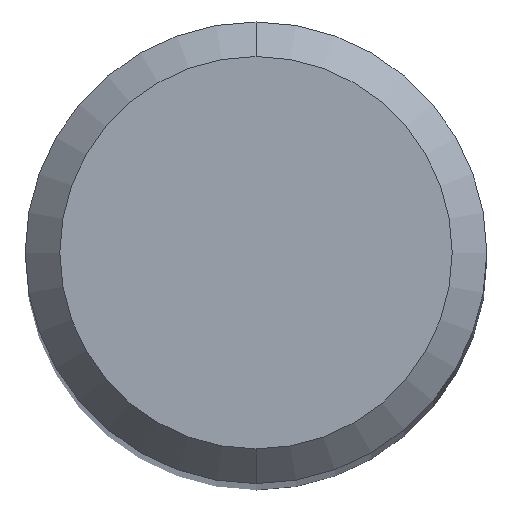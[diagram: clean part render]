
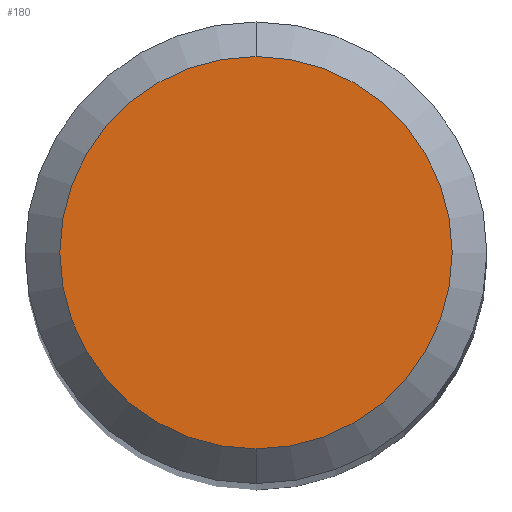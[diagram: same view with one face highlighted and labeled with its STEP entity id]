
A CAD part, top view. The second image highlights one B-rep face of the part: STEP entity #180.
In plain terms, the highlighted planar face has unit normal (0, 0, 1).
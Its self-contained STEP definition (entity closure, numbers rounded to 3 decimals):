
#100=VERTEX_POINT('',#238);
#116=EDGE_CURVE('',#100,#124,#258,.T.);
#124=VERTEX_POINT('',#266);
#136=EDGE_CURVE('',#124,#100,#280,.T.);
#180=ADVANCED_FACE('',(#331),#332,.T.);
#238=CARTESIAN_POINT('',(0.0,1.7,0.0));
#258=CIRCLE('',#411,1.7);
#266=CARTESIAN_POINT('',(0.,-1.7,0.0));
#280=CIRCLE('',#440,1.7);
#331=FACE_OUTER_BOUND('',#501,.T.);
#332=PLANE('',#502);
#411=AXIS2_PLACEMENT_3D('',#583,#584,#585);
#440=AXIS2_PLACEMENT_3D('',#608,#609,#610);
#501=EDGE_LOOP('',(#684,#685));
#502=AXIS2_PLACEMENT_3D('',#686,#687,#688);
#583=CARTESIAN_POINT('',(0.0,0.0,0.0));
#584=DIRECTION('',(0.0,0.0,-1.0));
#585=DIRECTION('',(0.0,1.0,0.0));
#608=CARTESIAN_POINT('',(0.0,0.0,0.0));
#609=DIRECTION('',(0.0,0.0,-1.0));
#610=DIRECTION('',(0.0,1.0,0.0));
#684=ORIENTED_EDGE('',*,*,#116,.F.);
#685=ORIENTED_EDGE('',*,*,#136,.F.);
#686=CARTESIAN_POINT('',(0.0,0.85,0.0));
#687=DIRECTION('',(-0.0,0.0,1.0));
#688=DIRECTION('',(0.0,-1.0,0.0));
